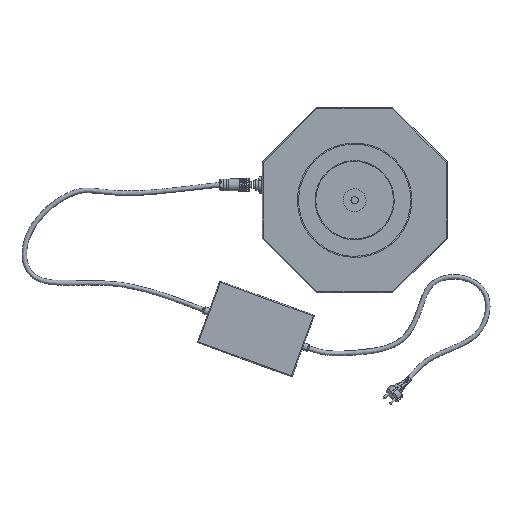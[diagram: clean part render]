
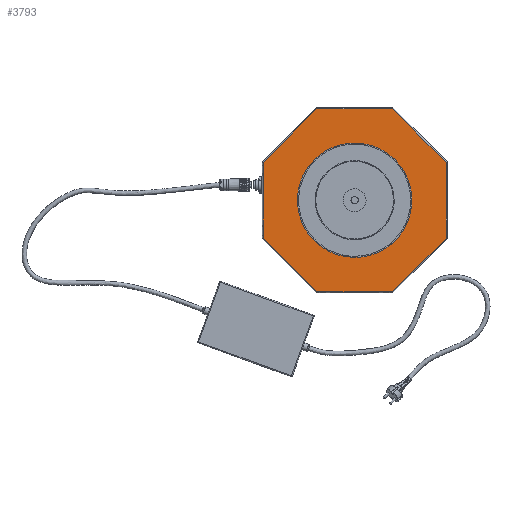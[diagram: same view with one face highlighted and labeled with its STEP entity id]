
A CAD part, top view. The second image highlights one B-rep face of the part: STEP entity #3793.
In plain terms, the highlighted planar face has unit normal (0, 0, 1).
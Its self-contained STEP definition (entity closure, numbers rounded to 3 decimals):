
#3690=(
BOUNDED_CURVE()
B_SPLINE_CURVE(1,(#33774,#33775),.UNSPECIFIED.,.F.,.F.)
B_SPLINE_CURVE_WITH_KNOTS((2,2),(-165.852,0.),.UNSPECIFIED.)
CURVE()
GEOMETRIC_REPRESENTATION_ITEM()
RATIONAL_B_SPLINE_CURVE((1.,1.))
REPRESENTATION_ITEM('')
);
#3691=(
BOUNDED_CURVE()
B_SPLINE_CURVE(1,(#33788,#33789),.UNSPECIFIED.,.F.,.F.)
B_SPLINE_CURVE_WITH_KNOTS((2,2),(-165.852,0.),.UNSPECIFIED.)
CURVE()
GEOMETRIC_REPRESENTATION_ITEM()
RATIONAL_B_SPLINE_CURVE((1.,1.))
REPRESENTATION_ITEM('')
);
#3692=(
BOUNDED_CURVE()
B_SPLINE_CURVE(1,(#33802,#33803),.UNSPECIFIED.,.F.,.F.)
B_SPLINE_CURVE_WITH_KNOTS((2,2),(-165.852,0.),.UNSPECIFIED.)
CURVE()
GEOMETRIC_REPRESENTATION_ITEM()
RATIONAL_B_SPLINE_CURVE((1.,1.))
REPRESENTATION_ITEM('')
);
#3693=(
BOUNDED_CURVE()
B_SPLINE_CURVE(1,(#33804,#33805),.UNSPECIFIED.,.F.,.F.)
B_SPLINE_CURVE_WITH_KNOTS((2,2),(-165.852,0.),.UNSPECIFIED.)
CURVE()
GEOMETRIC_REPRESENTATION_ITEM()
RATIONAL_B_SPLINE_CURVE((1.,1.))
REPRESENTATION_ITEM('')
);
#3793=ADVANCED_FACE('',(#3961,#3860),#7010,.T.);
#3860=FACE_BOUND('',#4120,.T.);
#3961=FACE_OUTER_BOUND('',#4119,.T.);
#4119=EDGE_LOOP('',(#4573,#4574,#4575,#4576,#4577,#4578,#4579,#4580));
#4120=EDGE_LOOP('',(#4581));
#4573=ORIENTED_EDGE('',*,*,#5003,.T.);
#4574=ORIENTED_EDGE('',*,*,#4983,.T.);
#4575=ORIENTED_EDGE('',*,*,#5005,.T.);
#4576=ORIENTED_EDGE('',*,*,#4984,.T.);
#4577=ORIENTED_EDGE('',*,*,#5007,.T.);
#4578=ORIENTED_EDGE('',*,*,#4985,.T.);
#4579=ORIENTED_EDGE('',*,*,#5008,.T.);
#4580=ORIENTED_EDGE('',*,*,#4986,.T.);
#4581=ORIENTED_EDGE('',*,*,#4917,.F.);
#4917=EDGE_CURVE('',#6640,#6640,#6407,.T.);
#4983=EDGE_CURVE('',#6667,#6668,#6428,.T.);
#4984=EDGE_CURVE('',#6669,#6670,#6429,.T.);
#4985=EDGE_CURVE('',#6671,#6672,#6430,.T.);
#4986=EDGE_CURVE('',#6673,#6666,#6431,.T.);
#5003=EDGE_CURVE('',#6666,#6667,#3690,.T.);
#5005=EDGE_CURVE('',#6668,#6669,#3691,.T.);
#5007=EDGE_CURVE('',#6670,#6671,#3692,.T.);
#5008=EDGE_CURVE('',#6672,#6673,#3693,.T.);
#6407=B_SPLINE_CURVE_WITH_KNOTS('',5,(#33378,#33379,#33380,#33381,#33382,
#33383,#33384,#33385,#33386,#33387,#33388,#33389,#33390,#33391,#33392,#33393,
#33394,#33395,#33396,#33397,#33398,#33399,#33400,#33401,#33402,#33403,#33404,
#33405,#33406),.UNSPECIFIED.,.T.,.F.,(6,3,3,3,5,3,3,3,6),(0.,12.961,
25.923,38.884,51.846,64.807,77.768,
90.73,103.691),.UNSPECIFIED.);
#6428=B_SPLINE_CURVE_WITH_KNOTS('',1,(#33674,#33675),.UNSPECIFIED.,.F.,
 .F.,(2,2),(0.,165.852),.UNSPECIFIED.);
#6429=B_SPLINE_CURVE_WITH_KNOTS('',1,(#33676,#33677),.UNSPECIFIED.,.F.,
 .F.,(2,2),(0.,165.852),.UNSPECIFIED.);
#6430=B_SPLINE_CURVE_WITH_KNOTS('',1,(#33678,#33679),.UNSPECIFIED.,.F.,
 .F.,(2,2),(0.,165.852),.UNSPECIFIED.);
#6431=B_SPLINE_CURVE_WITH_KNOTS('',1,(#33680,#33681),.UNSPECIFIED.,.F.,
 .F.,(2,2),(0.,165.852),.UNSPECIFIED.);
#6640=VERTEX_POINT('',#32658);
#6666=VERTEX_POINT('',#32684);
#6667=VERTEX_POINT('',#32685);
#6668=VERTEX_POINT('',#32686);
#6669=VERTEX_POINT('',#32687);
#6670=VERTEX_POINT('',#32688);
#6671=VERTEX_POINT('',#32689);
#6672=VERTEX_POINT('',#32690);
#6673=VERTEX_POINT('',#32691);
#7010=PLANE('',#7212);
#7212=AXIS2_PLACEMENT_3D('',#32558,#7398,$);
#7398=DIRECTION('',(0.,0.,1.));
#32558=CARTESIAN_POINT('',(-240.361,-240.361,34.615));
#32658=CARTESIAN_POINT('',(11.455,-11.455,34.615));
#32684=CARTESIAN_POINT('',(-82.926,200.201,34.615));
#32685=CARTESIAN_POINT('',(-200.201,82.926,34.615));
#32686=CARTESIAN_POINT('',(-200.201,-82.926,34.615));
#32687=CARTESIAN_POINT('',(-82.926,-200.201,34.615));
#32688=CARTESIAN_POINT('',(82.926,-200.201,34.615));
#32689=CARTESIAN_POINT('',(200.201,-82.926,34.615));
#32690=CARTESIAN_POINT('',(200.201,82.926,34.615));
#32691=CARTESIAN_POINT('',(82.926,200.201,34.615));
#33378=CARTESIAN_POINT('',(11.455,-11.455,34.615));
#33379=CARTESIAN_POINT('',(13.254,-9.656,34.615));
#33380=CARTESIAN_POINT('',(14.701,-7.503,34.615));
#33381=CARTESIAN_POINT('',(15.7,-5.089,34.615));
#33382=CARTESIAN_POINT('',(16.7,0.,34.615));
#33383=CARTESIAN_POINT('',(15.7,5.089,34.615));
#33384=CARTESIAN_POINT('',(14.701,7.503,34.615));
#33385=CARTESIAN_POINT('',(11.808,11.808,34.615));
#33386=CARTESIAN_POINT('',(7.503,14.701,34.615));
#33387=CARTESIAN_POINT('',(5.089,15.7,34.615));
#33388=CARTESIAN_POINT('',(0.,16.7,34.615));
#33389=CARTESIAN_POINT('',(-5.089,15.7,34.615));
#33390=CARTESIAN_POINT('',(-7.503,14.701,34.615));
#33391=CARTESIAN_POINT('',(-9.656,13.254,34.615));
#33392=CARTESIAN_POINT('',(-11.455,11.455,34.615));
#33393=CARTESIAN_POINT('',(-13.254,9.656,34.615));
#33394=CARTESIAN_POINT('',(-14.701,7.503,34.615));
#33395=CARTESIAN_POINT('',(-15.7,5.089,34.615));
#33396=CARTESIAN_POINT('',(-16.7,0.,34.615));
#33397=CARTESIAN_POINT('',(-15.7,-5.089,34.615));
#33398=CARTESIAN_POINT('',(-14.701,-7.503,34.615));
#33399=CARTESIAN_POINT('',(-11.808,-11.808,34.615));
#33400=CARTESIAN_POINT('',(-7.503,-14.701,34.615));
#33401=CARTESIAN_POINT('',(-5.089,-15.7,34.615));
#33402=CARTESIAN_POINT('',(0.,-16.7,34.615));
#33403=CARTESIAN_POINT('',(5.089,-15.7,34.615));
#33404=CARTESIAN_POINT('',(7.503,-14.701,34.615));
#33405=CARTESIAN_POINT('',(9.656,-13.254,34.615));
#33406=CARTESIAN_POINT('',(11.455,-11.455,34.615));
#33674=CARTESIAN_POINT('',(-200.201,82.926,34.615));
#33675=CARTESIAN_POINT('',(-200.201,-82.926,34.615));
#33676=CARTESIAN_POINT('',(-82.926,-200.201,34.615));
#33677=CARTESIAN_POINT('',(82.926,-200.201,34.615));
#33678=CARTESIAN_POINT('',(200.201,-82.926,34.615));
#33679=CARTESIAN_POINT('',(200.201,82.926,34.615));
#33680=CARTESIAN_POINT('',(82.926,200.201,34.615));
#33681=CARTESIAN_POINT('',(-82.926,200.201,34.615));
#33774=CARTESIAN_POINT('',(-82.926,200.201,34.615));
#33775=CARTESIAN_POINT('',(-200.201,82.926,34.615));
#33788=CARTESIAN_POINT('',(-200.201,-82.926,34.615));
#33789=CARTESIAN_POINT('',(-82.926,-200.201,34.615));
#33802=CARTESIAN_POINT('',(82.926,-200.201,34.615));
#33803=CARTESIAN_POINT('',(200.201,-82.926,34.615));
#33804=CARTESIAN_POINT('',(200.201,82.926,34.615));
#33805=CARTESIAN_POINT('',(82.926,200.201,34.615));
